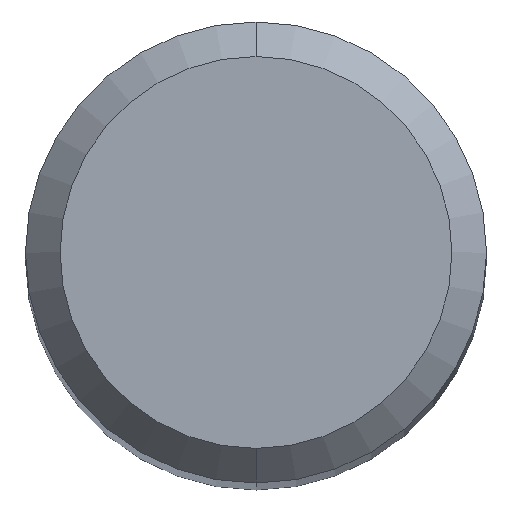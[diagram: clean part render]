
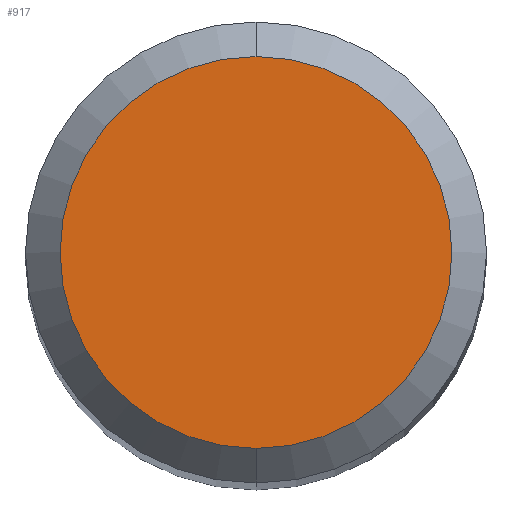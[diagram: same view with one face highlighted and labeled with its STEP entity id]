
A CAD part, top view. The second image highlights one B-rep face of the part: STEP entity #917.
In plain terms, the highlighted planar face has unit normal (0, 0, 1).
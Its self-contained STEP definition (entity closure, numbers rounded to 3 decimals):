
#407=EDGE_CURVE('',#497,#615,#1073,.T.);
#497=VERTEX_POINT('',#1169);
#615=VERTEX_POINT('',#1301);
#797=EDGE_CURVE('',#615,#497,#1498,.T.);
#917=ADVANCED_FACE('',(#1627),#1628,.T.);
#1073=CIRCLE('',#1930,1.7);
#1169=CARTESIAN_POINT('',(0.0,1.7,0.0));
#1301=CARTESIAN_POINT('',(0.,-1.7,0.0));
#1498=CIRCLE('',#3571,1.7);
#1627=FACE_OUTER_BOUND('',#4134,.T.);
#1628=PLANE('',#4135);
#1930=AXIS2_PLACEMENT_3D('',#4526,#4527,#4528);
#3571=AXIS2_PLACEMENT_3D('',#4992,#4993,#4994);
#4134=EDGE_LOOP('',(#5114,#5115));
#4135=AXIS2_PLACEMENT_3D('',#5116,#5117,#5118);
#4526=CARTESIAN_POINT('',(0.0,0.0,0.0));
#4527=DIRECTION('',(0.0,0.0,-1.0));
#4528=DIRECTION('',(0.0,1.0,0.0));
#4992=CARTESIAN_POINT('',(0.0,0.0,0.0));
#4993=DIRECTION('',(0.0,0.0,-1.0));
#4994=DIRECTION('',(0.0,1.0,0.0));
#5114=ORIENTED_EDGE('',*,*,#407,.F.);
#5115=ORIENTED_EDGE('',*,*,#797,.F.);
#5116=CARTESIAN_POINT('',(0.0,0.85,0.0));
#5117=DIRECTION('',(-0.0,0.0,1.0));
#5118=DIRECTION('',(0.0,-1.0,0.0));
